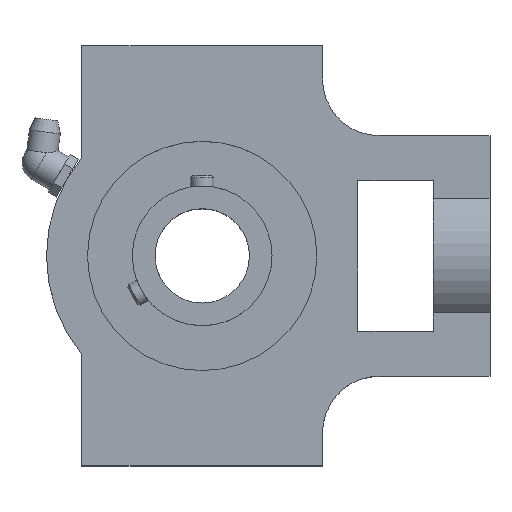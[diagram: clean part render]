
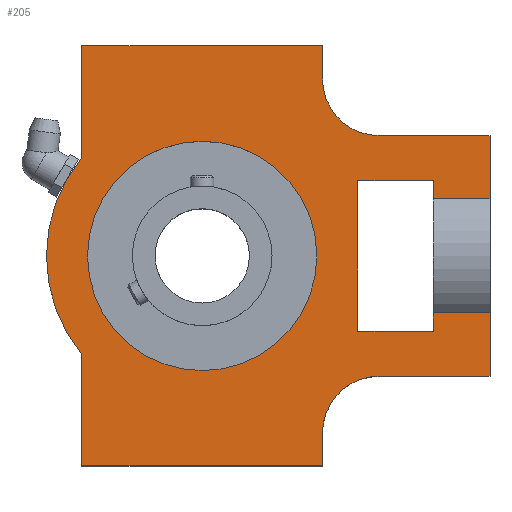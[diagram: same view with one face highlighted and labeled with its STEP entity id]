
A CAD part, top view. The second image highlights one B-rep face of the part: STEP entity #205.
In plain terms, the highlighted planar face has unit normal (0, 0, 1).
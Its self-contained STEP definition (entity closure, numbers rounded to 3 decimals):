
#205 = ADVANCED_FACE( '', ( #344, #345 ), #346, .T. );
#344 = FACE_BOUND( '', #537, .T. );
#345 = FACE_OUTER_BOUND( '', #538, .T. );
#346 = PLANE( '', #539 );
#537 = EDGE_LOOP( '', ( #872 ) );
#538 = EDGE_LOOP( '', ( #873, #874, #875, #876, #877, #878, #879, #880, #881, #882, #883, #884, #885, #886, #887, #888, #889, #890, #891, #892 ) );
#539 = AXIS2_PLACEMENT_3D( '', #893, #894, #895 );
#872 = ORIENTED_EDGE( '', *, *, #1310, .F. );
#873 = ORIENTED_EDGE( '', *, *, #1319, .T. );
#874 = ORIENTED_EDGE( '', *, *, #1320, .F. );
#875 = ORIENTED_EDGE( '', *, *, #1321, .T. );
#876 = ORIENTED_EDGE( '', *, *, #1322, .F. );
#877 = ORIENTED_EDGE( '', *, *, #1323, .T. );
#878 = ORIENTED_EDGE( '', *, *, #1324, .T. );
#879 = ORIENTED_EDGE( '', *, *, #1325, .T. );
#880 = ORIENTED_EDGE( '', *, *, #1326, .T. );
#881 = ORIENTED_EDGE( '', *, *, #1327, .T. );
#882 = ORIENTED_EDGE( '', *, *, #1328, .F. );
#883 = ORIENTED_EDGE( '', *, *, #1309, .T. );
#884 = ORIENTED_EDGE( '', *, *, #1329, .F. );
#885 = ORIENTED_EDGE( '', *, *, #1330, .F. );
#886 = ORIENTED_EDGE( '', *, *, #1331, .T. );
#887 = ORIENTED_EDGE( '', *, *, #1332, .F. );
#888 = ORIENTED_EDGE( '', *, *, #1333, .F. );
#889 = ORIENTED_EDGE( '', *, *, #1334, .F. );
#890 = ORIENTED_EDGE( '', *, *, #1335, .T. );
#891 = ORIENTED_EDGE( '', *, *, #1336, .T. );
#892 = ORIENTED_EDGE( '', *, *, #1337, .F. );
#893 = CARTESIAN_POINT( '', ( 49., 44.5, 10.5 ) );
#894 = DIRECTION( '', ( 0., 0., 1. ) );
#895 = DIRECTION( '', ( 1., 0., 0. ) );
#1309 = EDGE_CURVE( '', #1531, #1536, #1538, .T. );
#1310 = EDGE_CURVE( '', #1539, #1539, #1540, .T. );
#1319 = EDGE_CURVE( '', #1557, #1558, #1559, .T. );
#1320 = EDGE_CURVE( '', #1560, #1558, #1561, .T. );
#1321 = EDGE_CURVE( '', #1560, #1562, #1563, .T. );
#1322 = EDGE_CURVE( '', #1564, #1562, #1565, .T. );
#1323 = EDGE_CURVE( '', #1564, #1566, #1567, .T. );
#1324 = EDGE_CURVE( '', #1566, #1568, #1569, .T. );
#1325 = EDGE_CURVE( '', #1568, #1570, #1571, .T. );
#1326 = EDGE_CURVE( '', #1570, #1572, #1573, .T. );
#1327 = EDGE_CURVE( '', #1572, #1574, #1575, .T. );
#1328 = EDGE_CURVE( '', #1531, #1574, #1576, .T. );
#1329 = EDGE_CURVE( '', #1577, #1536, #1578, .T. );
#1330 = EDGE_CURVE( '', #1579, #1577, #1580, .T. );
#1331 = EDGE_CURVE( '', #1579, #1581, #1582, .T. );
#1332 = EDGE_CURVE( '', #1583, #1581, #1584, .T. );
#1333 = EDGE_CURVE( '', #1585, #1583, #1586, .T. );
#1334 = EDGE_CURVE( '', #1587, #1585, #1588, .T. );
#1335 = EDGE_CURVE( '', #1587, #1589, #1590, .T. );
#1336 = EDGE_CURVE( '', #1589, #1591, #1592, .T. );
#1337 = EDGE_CURVE( '', #1557, #1591, #1593, .T. );
#1531 = VERTEX_POINT( '', #2098 );
#1536 = VERTEX_POINT( '', #2105 );
#1538 = LINE( '', #2108, #2109 );
#1539 = VERTEX_POINT( '', #2110 );
#1540 = CIRCLE( '', #2111, 24.3 );
#1557 = VERTEX_POINT( '', #2136 );
#1558 = VERTEX_POINT( '', #2137 );
#1559 = LINE( '', #2138, #2139 );
#1560 = VERTEX_POINT( '', #2140 );
#1561 = CIRCLE( '', #2141, 12. );
#1562 = VERTEX_POINT( '', #2142 );
#1563 = LINE( '', #2143, #2144 );
#1564 = VERTEX_POINT( '', #2145 );
#1565 = LINE( '', #2146, #2147 );
#1566 = VERTEX_POINT( '', #2148 );
#1567 = LINE( '', #2149, #2150 );
#1568 = VERTEX_POINT( '', #2151 );
#1569 = CIRCLE( '', #2152, 33. );
#1570 = VERTEX_POINT( '', #2153 );
#1571 = LINE( '', #2154, #2155 );
#1572 = VERTEX_POINT( '', #2156 );
#1573 = LINE( '', #2157, #2158 );
#1574 = VERTEX_POINT( '', #2159 );
#1575 = LINE( '', #2160, #2161 );
#1576 = CIRCLE( '', #2162, 12. );
#1577 = VERTEX_POINT( '', #2163 );
#1578 = LINE( '', #2164, #2165 );
#1579 = VERTEX_POINT( '', #2166 );
#1580 = LINE( '', #2167, #2168 );
#1581 = VERTEX_POINT( '', #2169 );
#1582 = LINE( '', #2170, #2171 );
#1583 = VERTEX_POINT( '', #2172 );
#1584 = LINE( '', #2173, #2174 );
#1585 = VERTEX_POINT( '', #2175 );
#1586 = LINE( '', #2176, #2177 );
#1587 = VERTEX_POINT( '', #2178 );
#1588 = LINE( '', #2179, #2180 );
#1589 = VERTEX_POINT( '', #2181 );
#1590 = LINE( '', #2182, #2183 );
#1591 = VERTEX_POINT( '', #2184 );
#1592 = LINE( '', #2185, #2186 );
#1593 = LINE( '', #2187, #2188 );
#2098 = CARTESIAN_POINT( '', ( 37.5, -25.5, 10.5 ) );
#2105 = CARTESIAN_POINT( '', ( 61., -25.5, 10.5 ) );
#2108 = CARTESIAN_POINT( '', ( 37.5, -25.5, 10.5 ) );
#2109 = VECTOR( '', #2512, 1000. );
#2110 = CARTESIAN_POINT( '', ( 24.3, 0., 10.5 ) );
#2111 = AXIS2_PLACEMENT_3D( '', #2513, #2514, #2515 );
#2136 = CARTESIAN_POINT( '', ( 61., 25.5, 10.5 ) );
#2137 = CARTESIAN_POINT( '', ( 37.5, 25.5, 10.5 ) );
#2138 = CARTESIAN_POINT( '', ( 61., 25.5, 10.5 ) );
#2139 = VECTOR( '', #2524, 1000. );
#2140 = CARTESIAN_POINT( '', ( 25.5, 37.5, 10.5 ) );
#2141 = AXIS2_PLACEMENT_3D( '', #2525, #2526, #2527 );
#2142 = CARTESIAN_POINT( '', ( 25.5, 44.5, 10.5 ) );
#2143 = CARTESIAN_POINT( '', ( 25.5, 37.5, 10.5 ) );
#2144 = VECTOR( '', #2528, 1000. );
#2145 = CARTESIAN_POINT( '', ( -25.5, 44.5, 10.5 ) );
#2146 = CARTESIAN_POINT( '', ( -45., 44.5, 10.5 ) );
#2147 = VECTOR( '', #2529, 1000. );
#2148 = CARTESIAN_POINT( '', ( -25.5, 20.946, 10.5 ) );
#2149 = CARTESIAN_POINT( '', ( -25.5, 44.5, 10.5 ) );
#2150 = VECTOR( '', #2530, 1000. );
#2151 = CARTESIAN_POINT( '', ( -25.5, -20.946, 10.5 ) );
#2152 = AXIS2_PLACEMENT_3D( '', #2531, #2532, #2533 );
#2153 = CARTESIAN_POINT( '', ( -25.5, -44.5, 10.5 ) );
#2154 = CARTESIAN_POINT( '', ( -25.5, -20.946, 10.5 ) );
#2155 = VECTOR( '', #2534, 1000. );
#2156 = CARTESIAN_POINT( '', ( 25.5, -44.5, 10.5 ) );
#2157 = CARTESIAN_POINT( '', ( -45., -44.5, 10.5 ) );
#2158 = VECTOR( '', #2535, 1000. );
#2159 = CARTESIAN_POINT( '', ( 25.5, -37.5, 10.5 ) );
#2160 = CARTESIAN_POINT( '', ( 25.5, -44.5, 10.5 ) );
#2161 = VECTOR( '', #2536, 1000. );
#2162 = AXIS2_PLACEMENT_3D( '', #2537, #2538, #2539 );
#2163 = CARTESIAN_POINT( '', ( 61., -12.073, 10.5 ) );
#2164 = CARTESIAN_POINT( '', ( 61., -12.073, 10.5 ) );
#2165 = VECTOR( '', #2540, 1000. );
#2166 = CARTESIAN_POINT( '', ( 49., -12.073, 10.5 ) );
#2167 = CARTESIAN_POINT( '', ( 49., -12.073, 10.5 ) );
#2168 = VECTOR( '', #2541, 1000. );
#2169 = CARTESIAN_POINT( '', ( 49., -16., 10.5 ) );
#2170 = CARTESIAN_POINT( '', ( 49., -12.073, 10.5 ) );
#2171 = VECTOR( '', #2542, 1000. );
#2172 = CARTESIAN_POINT( '', ( 33., -16., 10.5 ) );
#2173 = CARTESIAN_POINT( '', ( 33., -16., 10.5 ) );
#2174 = VECTOR( '', #2543, 1000. );
#2175 = CARTESIAN_POINT( '', ( 33., 16., 10.5 ) );
#2176 = CARTESIAN_POINT( '', ( 33., 16., 10.5 ) );
#2177 = VECTOR( '', #2544, 1000. );
#2178 = CARTESIAN_POINT( '', ( 49., 16., 10.5 ) );
#2179 = CARTESIAN_POINT( '', ( 49., 16., 10.5 ) );
#2180 = VECTOR( '', #2545, 1000. );
#2181 = CARTESIAN_POINT( '', ( 49., 12.073, 10.5 ) );
#2182 = CARTESIAN_POINT( '', ( 49., 44.5, 10.5 ) );
#2183 = VECTOR( '', #2546, 1000. );
#2184 = CARTESIAN_POINT( '', ( 61., 12.073, 10.5 ) );
#2185 = CARTESIAN_POINT( '', ( 49., 12.073, 10.5 ) );
#2186 = VECTOR( '', #2547, 1000. );
#2187 = CARTESIAN_POINT( '', ( 61., 44.5, 10.5 ) );
#2188 = VECTOR( '', #2548, 1000. );
#2512 = DIRECTION( '', ( 1., 0., 0. ) );
#2513 = CARTESIAN_POINT( '', ( 0., 0., 10.5 ) );
#2514 = DIRECTION( '', ( 0., 0., 1. ) );
#2515 = DIRECTION( '', ( 1., 0., 0. ) );
#2524 = DIRECTION( '', ( -1., 0., 0. ) );
#2525 = CARTESIAN_POINT( '', ( 37.5, 37.5, 10.5 ) );
#2526 = DIRECTION( '', ( 0., 0., 1. ) );
#2527 = DIRECTION( '', ( 1., 0., 0. ) );
#2528 = DIRECTION( '', ( 0., 1., 0. ) );
#2529 = DIRECTION( '', ( 1., 0., 0. ) );
#2530 = DIRECTION( '', ( 0., -1., 0. ) );
#2531 = CARTESIAN_POINT( '', ( 0., 0., 10.5 ) );
#2532 = DIRECTION( '', ( 0., 0., 1. ) );
#2533 = DIRECTION( '', ( 1., 0., 0. ) );
#2534 = DIRECTION( '', ( 0., -1., 0. ) );
#2535 = DIRECTION( '', ( 1., 0., 0. ) );
#2536 = DIRECTION( '', ( 0., 1., 0. ) );
#2537 = CARTESIAN_POINT( '', ( 37.5, -37.5, 10.5 ) );
#2538 = DIRECTION( '', ( 0., 0., 1. ) );
#2539 = DIRECTION( '', ( 1., 0., 0. ) );
#2540 = DIRECTION( '', ( 0., -1., 0. ) );
#2541 = DIRECTION( '', ( 1., 0., 0. ) );
#2542 = DIRECTION( '', ( 0., -1., 0. ) );
#2543 = DIRECTION( '', ( 1., 0., 0. ) );
#2544 = DIRECTION( '', ( 0., -1., 0. ) );
#2545 = DIRECTION( '', ( -1., 0., 0. ) );
#2546 = DIRECTION( '', ( 0., -1., 0. ) );
#2547 = DIRECTION( '', ( 1., 0., 0. ) );
#2548 = DIRECTION( '', ( 0., -1., 0. ) );
